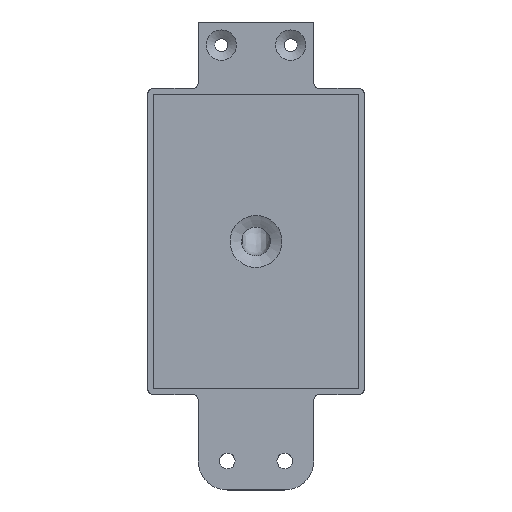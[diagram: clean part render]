
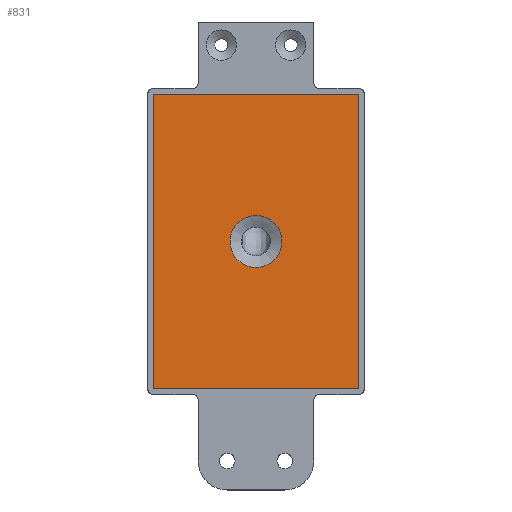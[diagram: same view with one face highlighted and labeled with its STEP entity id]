
A CAD part, top view. The second image highlights one B-rep face of the part: STEP entity #831.
In plain terms, the highlighted planar face has unit normal (0, 0, 1).
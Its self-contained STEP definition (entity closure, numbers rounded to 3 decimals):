
#17=B_SPLINE_CURVE_WITH_KNOTS('',3,(#1472,#1473,#1474,#1475,#1476,#1477,
#1478,#1479,#1480,#1481,#1482,#1483,#1484,#1485,#1486,#1487,#1488),
 .UNSPECIFIED.,.T.,.F.,(4,1,1,1,1,1,1,1,1,1,1,1,1,1,4),(-3.142,
-2.693,-2.244,-1.795,-1.346,
-0.898,-0.449,0.,0.449,
0.748,1.346,1.795,2.244,2.693,
3.142),.UNSPECIFIED.);
#38=FACE_BOUND('',#151,.T.);
#57=PLANE('',#925);
#98=FACE_OUTER_BOUND('',#150,.T.);
#150=EDGE_LOOP('',(#748,#749,#750,#751));
#151=EDGE_LOOP('',(#752));
#227=LINE('',#1520,#305);
#228=LINE('',#1522,#306);
#229=LINE('',#1524,#307);
#230=LINE('',#1525,#308);
#305=VECTOR('',#1149,10.);
#306=VECTOR('',#1150,10.);
#307=VECTOR('',#1151,10.);
#308=VECTOR('',#1152,10.);
#418=VERTEX_POINT('',#1452);
#420=VERTEX_POINT('',#1518);
#421=VERTEX_POINT('',#1519);
#422=VERTEX_POINT('',#1521);
#423=VERTEX_POINT('',#1523);
#531=EDGE_CURVE('',#418,#418,#17,.T.);
#533=EDGE_CURVE('',#420,#421,#227,.T.);
#534=EDGE_CURVE('',#422,#420,#228,.T.);
#535=EDGE_CURVE('',#423,#422,#229,.T.);
#536=EDGE_CURVE('',#421,#423,#230,.T.);
#748=ORIENTED_EDGE('',*,*,#533,.F.);
#749=ORIENTED_EDGE('',*,*,#534,.F.);
#750=ORIENTED_EDGE('',*,*,#535,.F.);
#751=ORIENTED_EDGE('',*,*,#536,.F.);
#752=ORIENTED_EDGE('',*,*,#531,.F.);
#831=ADVANCED_FACE('',(#98,#38),#57,.T.);
#925=AXIS2_PLACEMENT_3D('',#1517,#1147,#1148);
#1147=DIRECTION('center_axis',(0.,0.,1.));
#1148=DIRECTION('ref_axis',(1.,0.,0.));
#1149=DIRECTION('',(-1.,0.,0.));
#1150=DIRECTION('',(0.,-1.,0.));
#1151=DIRECTION('',(1.,0.,0.));
#1152=DIRECTION('',(0.,1.,0.));
#1452=CARTESIAN_POINT('',(9.,0.,21.));
#1472=CARTESIAN_POINT('Ctrl Pts',(9.,0.,21.));
#1473=CARTESIAN_POINT('Ctrl Pts',(9.,1.346,21.));
#1474=CARTESIAN_POINT('Ctrl Pts',(8.386,4.038,21.));
#1475=CARTESIAN_POINT('Ctrl Pts',(5.803,7.278,21.));
#1476=CARTESIAN_POINT('Ctrl Pts',(2.071,9.074,21.));
#1477=CARTESIAN_POINT('Ctrl Pts',(-2.071,9.074,21.));
#1478=CARTESIAN_POINT('Ctrl Pts',(-5.803,7.277,21.));
#1479=CARTESIAN_POINT('Ctrl Pts',(-8.386,4.039,21.));
#1480=CARTESIAN_POINT('Ctrl Pts',(-9.309,-0.001,
21.));
#1481=CARTESIAN_POINT('Ctrl Pts',(-8.486,-3.588,21.));
#1482=CARTESIAN_POINT('Ctrl Pts',(-6.188,-6.968,21.));
#1483=CARTESIAN_POINT('Ctrl Pts',(-2.535,-9.08,21.));
#1484=CARTESIAN_POINT('Ctrl Pts',(2.073,-9.072,21.));
#1485=CARTESIAN_POINT('Ctrl Pts',(5.802,-7.278,21.));
#1486=CARTESIAN_POINT('Ctrl Pts',(8.387,-4.038,21.));
#1487=CARTESIAN_POINT('Ctrl Pts',(9.,-1.346,21.));
#1488=CARTESIAN_POINT('Ctrl Pts',(9.,0.,21.));
#1517=CARTESIAN_POINT('Origin',(0.,0.,21.));
#1518=CARTESIAN_POINT('',(35.5,-51.,21.));
#1519=CARTESIAN_POINT('',(-35.5,-51.,21.));
#1520=CARTESIAN_POINT('',(17.75,-51.,21.));
#1521=CARTESIAN_POINT('',(35.5,51.,21.));
#1522=CARTESIAN_POINT('',(35.5,25.5,21.));
#1523=CARTESIAN_POINT('',(-35.5,51.,21.));
#1524=CARTESIAN_POINT('',(-17.75,51.,21.));
#1525=CARTESIAN_POINT('',(-35.5,-25.5,21.));
